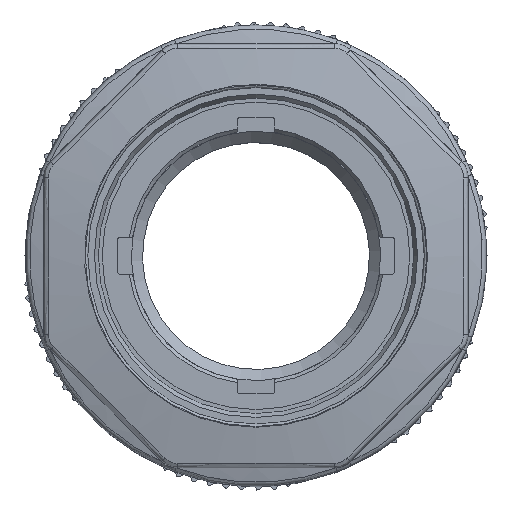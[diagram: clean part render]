
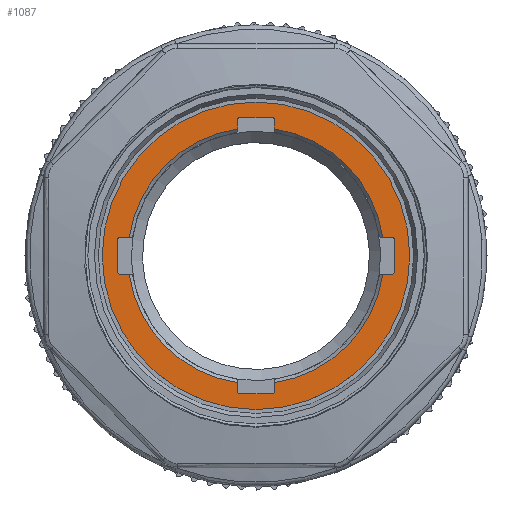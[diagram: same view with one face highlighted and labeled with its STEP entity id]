
A CAD part, top view. The second image highlights one B-rep face of the part: STEP entity #1087.
In plain terms, the highlighted planar face has unit normal (0, 0, 1).
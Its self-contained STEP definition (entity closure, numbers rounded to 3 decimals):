
#224=PLANE('',#9188);
#528=FACE_BOUND('',#2142,.T.);
#529=FACE_BOUND('',#2143,.T.);
#592=CIRCLE('',#9173,13.8);
#594=CIRCLE('',#9176,0.2);
#595=CIRCLE('',#9177,0.2);
#596=CIRCLE('',#9178,11.5);
#597=CIRCLE('',#9179,0.2);
#598=CIRCLE('',#9180,0.2);
#599=CIRCLE('',#9181,11.5);
#600=CIRCLE('',#9182,0.2);
#601=CIRCLE('',#9183,0.2);
#602=CIRCLE('',#9184,11.5);
#603=CIRCLE('',#9185,0.2);
#604=CIRCLE('',#9186,0.2);
#605=CIRCLE('',#9187,11.5);
#1087=ADVANCED_FACE('',(#528,#529),#224,.T.);
#2142=EDGE_LOOP('',(#3059,#3060,#3061,#3062,#3063,#3064,#3065,#3066,#3067,
#3068,#3069,#3070,#3071,#3072,#3073,#3074,#3075,#3076,#3077,#3078,#3079,
#3080,#3081,#3082));
#2143=EDGE_LOOP('',(#3083));
#3059=ORIENTED_EDGE('',*,*,#6654,.F.);
#3060=ORIENTED_EDGE('',*,*,#6655,.T.);
#3061=ORIENTED_EDGE('',*,*,#6656,.F.);
#3062=ORIENTED_EDGE('',*,*,#6657,.T.);
#3063=ORIENTED_EDGE('',*,*,#6658,.F.);
#3064=ORIENTED_EDGE('',*,*,#6659,.T.);
#3065=ORIENTED_EDGE('',*,*,#6660,.F.);
#3066=ORIENTED_EDGE('',*,*,#6661,.T.);
#3067=ORIENTED_EDGE('',*,*,#6662,.F.);
#3068=ORIENTED_EDGE('',*,*,#6663,.T.);
#3069=ORIENTED_EDGE('',*,*,#6664,.F.);
#3070=ORIENTED_EDGE('',*,*,#6665,.T.);
#3071=ORIENTED_EDGE('',*,*,#6666,.F.);
#3072=ORIENTED_EDGE('',*,*,#6667,.T.);
#3073=ORIENTED_EDGE('',*,*,#6668,.F.);
#3074=ORIENTED_EDGE('',*,*,#6669,.T.);
#3075=ORIENTED_EDGE('',*,*,#6670,.F.);
#3076=ORIENTED_EDGE('',*,*,#6671,.T.);
#3077=ORIENTED_EDGE('',*,*,#6672,.F.);
#3078=ORIENTED_EDGE('',*,*,#6673,.T.);
#3079=ORIENTED_EDGE('',*,*,#6674,.F.);
#3080=ORIENTED_EDGE('',*,*,#6675,.T.);
#3081=ORIENTED_EDGE('',*,*,#6676,.F.);
#3082=ORIENTED_EDGE('',*,*,#6677,.T.);
#3083=ORIENTED_EDGE('',*,*,#6652,.F.);
#5752=VERTEX_POINT('',#12647);
#5754=VERTEX_POINT('',#12652);
#5755=VERTEX_POINT('',#12653);
#5756=VERTEX_POINT('',#12655);
#5757=VERTEX_POINT('',#12657);
#5758=VERTEX_POINT('',#12659);
#5759=VERTEX_POINT('',#12661);
#5760=VERTEX_POINT('',#12663);
#5761=VERTEX_POINT('',#12665);
#5762=VERTEX_POINT('',#12667);
#5763=VERTEX_POINT('',#12669);
#5764=VERTEX_POINT('',#12671);
#5765=VERTEX_POINT('',#12673);
#5766=VERTEX_POINT('',#12675);
#5767=VERTEX_POINT('',#12677);
#5768=VERTEX_POINT('',#12679);
#5769=VERTEX_POINT('',#12681);
#5770=VERTEX_POINT('',#12683);
#5771=VERTEX_POINT('',#12685);
#5772=VERTEX_POINT('',#12687);
#5773=VERTEX_POINT('',#12689);
#5774=VERTEX_POINT('',#12691);
#5775=VERTEX_POINT('',#12693);
#5776=VERTEX_POINT('',#12695);
#5777=VERTEX_POINT('',#12697);
#6652=EDGE_CURVE('',#5752,#5752,#592,.T.);
#6654=EDGE_CURVE('',#5754,#5755,#8044,.T.);
#6655=EDGE_CURVE('',#5754,#5756,#594,.T.);
#6656=EDGE_CURVE('',#5757,#5756,#8045,.T.);
#6657=EDGE_CURVE('',#5757,#5758,#595,.T.);
#6658=EDGE_CURVE('',#5759,#5758,#8046,.T.);
#6659=EDGE_CURVE('',#5759,#5760,#596,.T.);
#6660=EDGE_CURVE('',#5761,#5760,#8047,.T.);
#6661=EDGE_CURVE('',#5761,#5762,#597,.T.);
#6662=EDGE_CURVE('',#5763,#5762,#8048,.T.);
#6663=EDGE_CURVE('',#5763,#5764,#598,.T.);
#6664=EDGE_CURVE('',#5765,#5764,#8049,.T.);
#6665=EDGE_CURVE('',#5765,#5766,#599,.T.);
#6666=EDGE_CURVE('',#5767,#5766,#8050,.T.);
#6667=EDGE_CURVE('',#5767,#5768,#600,.T.);
#6668=EDGE_CURVE('',#5769,#5768,#8051,.T.);
#6669=EDGE_CURVE('',#5769,#5770,#601,.T.);
#6670=EDGE_CURVE('',#5771,#5770,#8052,.T.);
#6671=EDGE_CURVE('',#5771,#5772,#602,.T.);
#6672=EDGE_CURVE('',#5773,#5772,#8053,.T.);
#6673=EDGE_CURVE('',#5773,#5774,#603,.T.);
#6674=EDGE_CURVE('',#5775,#5774,#8054,.T.);
#6675=EDGE_CURVE('',#5775,#5776,#604,.T.);
#6676=EDGE_CURVE('',#5777,#5776,#8055,.T.);
#6677=EDGE_CURVE('',#5777,#5755,#605,.T.);
#8044=LINE('',#12651,#8601);
#8045=LINE('',#12656,#8602);
#8046=LINE('',#12660,#8603);
#8047=LINE('',#12664,#8604);
#8048=LINE('',#12668,#8605);
#8049=LINE('',#12672,#8606);
#8050=LINE('',#12676,#8607);
#8051=LINE('',#12680,#8608);
#8052=LINE('',#12684,#8609);
#8053=LINE('',#12688,#8610);
#8054=LINE('',#12692,#8611);
#8055=LINE('',#12696,#8612);
#8601=VECTOR('',#10124,1.);
#8602=VECTOR('',#10127,1.);
#8603=VECTOR('',#10130,1.);
#8604=VECTOR('',#10133,1.);
#8605=VECTOR('',#10136,1.);
#8606=VECTOR('',#10139,1.);
#8607=VECTOR('',#10142,1.);
#8608=VECTOR('',#10145,1.);
#8609=VECTOR('',#10148,1.);
#8610=VECTOR('',#10151,1.);
#8611=VECTOR('',#10154,1.);
#8612=VECTOR('',#10157,1.);
#9173=AXIS2_PLACEMENT_3D('',#12646,#10118,#10119);
#9176=AXIS2_PLACEMENT_3D('',#12654,#10125,#10126);
#9177=AXIS2_PLACEMENT_3D('',#12658,#10128,#10129);
#9178=AXIS2_PLACEMENT_3D('',#12662,#10131,#10132);
#9179=AXIS2_PLACEMENT_3D('',#12666,#10134,#10135);
#9180=AXIS2_PLACEMENT_3D('',#12670,#10137,#10138);
#9181=AXIS2_PLACEMENT_3D('',#12674,#10140,#10141);
#9182=AXIS2_PLACEMENT_3D('',#12678,#10143,#10144);
#9183=AXIS2_PLACEMENT_3D('',#12682,#10146,#10147);
#9184=AXIS2_PLACEMENT_3D('',#12686,#10149,#10150);
#9185=AXIS2_PLACEMENT_3D('',#12690,#10152,#10153);
#9186=AXIS2_PLACEMENT_3D('',#12694,#10155,#10156);
#9187=AXIS2_PLACEMENT_3D('',#12698,#10158,#10159);
#9188=AXIS2_PLACEMENT_3D('',#12699,#10160,#10161);
#10118=DIRECTION('',(0.,0.,-1.));
#10119=DIRECTION('',(0.,1.,0.));
#10124=DIRECTION('',(-1.,0.,0.));
#10125=DIRECTION('',(0.,0.,-1.));
#10126=DIRECTION('',(0.,-1.,0.));
#10127=DIRECTION('',(0.,1.,0.));
#10128=DIRECTION('',(0.,0.,-1.));
#10129=DIRECTION('',(0.,-1.,0.));
#10130=DIRECTION('',(1.,0.,0.));
#10131=DIRECTION('',(0.,0.,-1.));
#10132=DIRECTION('',(0.,-1.,0.));
#10133=DIRECTION('',(0.,1.,0.));
#10134=DIRECTION('',(0.,0.,-1.));
#10135=DIRECTION('',(0.,-1.,0.));
#10136=DIRECTION('',(1.,0.,0.));
#10137=DIRECTION('',(0.,0.,-1.));
#10138=DIRECTION('',(0.,-1.,0.));
#10139=DIRECTION('',(0.,-1.,0.));
#10140=DIRECTION('',(0.,0.,-1.));
#10141=DIRECTION('',(0.,-1.,0.));
#10142=DIRECTION('',(1.,0.,0.));
#10143=DIRECTION('',(0.,0.,-1.));
#10144=DIRECTION('',(0.,-1.,0.));
#10145=DIRECTION('',(0.,-1.,0.));
#10146=DIRECTION('',(0.,0.,-1.));
#10147=DIRECTION('',(0.,-1.,0.));
#10148=DIRECTION('',(-1.,0.,0.));
#10149=DIRECTION('',(0.,0.,-1.));
#10150=DIRECTION('',(0.,-1.,0.));
#10151=DIRECTION('',(0.,-1.,0.));
#10152=DIRECTION('',(0.,0.,-1.));
#10153=DIRECTION('',(0.,-1.,0.));
#10154=DIRECTION('',(-1.,0.,0.));
#10155=DIRECTION('',(0.,0.,-1.));
#10156=DIRECTION('',(0.,-1.,0.));
#10157=DIRECTION('',(0.,1.,0.));
#10158=DIRECTION('',(0.,0.,-1.));
#10159=DIRECTION('',(0.,-1.,0.));
#10160=DIRECTION('',(0.,0.,1.));
#10161=DIRECTION('',(0.,-1.,0.));
#12646=CARTESIAN_POINT('',(0.,0.,3.));
#12647=CARTESIAN_POINT('',(0.,13.8,3.));
#12651=CARTESIAN_POINT('',(12.4,1.65,3.));
#12652=CARTESIAN_POINT('',(12.2,1.65,3.));
#12653=CARTESIAN_POINT('',(11.381,1.65,3.));
#12654=CARTESIAN_POINT('',(12.2,1.45,3.));
#12655=CARTESIAN_POINT('',(12.4,1.45,3.));
#12656=CARTESIAN_POINT('',(12.4,-1.65,3.));
#12657=CARTESIAN_POINT('',(12.4,-1.45,3.));
#12658=CARTESIAN_POINT('',(12.2,-1.45,3.));
#12659=CARTESIAN_POINT('',(12.2,-1.65,3.));
#12660=CARTESIAN_POINT('',(5.,-1.65,3.));
#12661=CARTESIAN_POINT('',(11.381,-1.65,3.));
#12662=CARTESIAN_POINT('',(0.,0.,3.));
#12663=CARTESIAN_POINT('',(1.65,-11.381,3.));
#12664=CARTESIAN_POINT('',(1.65,-12.4,3.));
#12665=CARTESIAN_POINT('',(1.65,-12.2,3.));
#12666=CARTESIAN_POINT('',(1.45,-12.2,3.));
#12667=CARTESIAN_POINT('',(1.45,-12.4,3.));
#12668=CARTESIAN_POINT('',(-1.65,-12.4,3.));
#12669=CARTESIAN_POINT('',(-1.45,-12.4,3.));
#12670=CARTESIAN_POINT('',(-1.45,-12.2,3.));
#12671=CARTESIAN_POINT('',(-1.65,-12.2,3.));
#12672=CARTESIAN_POINT('',(-1.65,-5.,3.));
#12673=CARTESIAN_POINT('',(-1.65,-11.381,3.));
#12674=CARTESIAN_POINT('',(0.,0.,3.));
#12675=CARTESIAN_POINT('',(-11.381,-1.65,3.));
#12676=CARTESIAN_POINT('',(-12.4,-1.65,3.));
#12677=CARTESIAN_POINT('',(-12.2,-1.65,3.));
#12678=CARTESIAN_POINT('',(-12.2,-1.45,3.));
#12679=CARTESIAN_POINT('',(-12.4,-1.45,3.));
#12680=CARTESIAN_POINT('',(-12.4,1.65,3.));
#12681=CARTESIAN_POINT('',(-12.4,1.45,3.));
#12682=CARTESIAN_POINT('',(-12.2,1.45,3.));
#12683=CARTESIAN_POINT('',(-12.2,1.65,3.));
#12684=CARTESIAN_POINT('',(-5.,1.65,3.));
#12685=CARTESIAN_POINT('',(-11.381,1.65,3.));
#12686=CARTESIAN_POINT('',(0.,0.,3.));
#12687=CARTESIAN_POINT('',(-1.65,11.381,3.));
#12688=CARTESIAN_POINT('',(-1.65,12.4,3.));
#12689=CARTESIAN_POINT('',(-1.65,12.2,3.));
#12690=CARTESIAN_POINT('',(-1.45,12.2,3.));
#12691=CARTESIAN_POINT('',(-1.45,12.4,3.));
#12692=CARTESIAN_POINT('',(1.65,12.4,3.));
#12693=CARTESIAN_POINT('',(1.45,12.4,3.));
#12694=CARTESIAN_POINT('',(1.45,12.2,3.));
#12695=CARTESIAN_POINT('',(1.65,12.2,3.));
#12696=CARTESIAN_POINT('',(1.65,5.,3.));
#12697=CARTESIAN_POINT('',(1.65,11.381,3.));
#12698=CARTESIAN_POINT('',(0.,0.,3.));
#12699=CARTESIAN_POINT('',(13.8,0.,3.));
